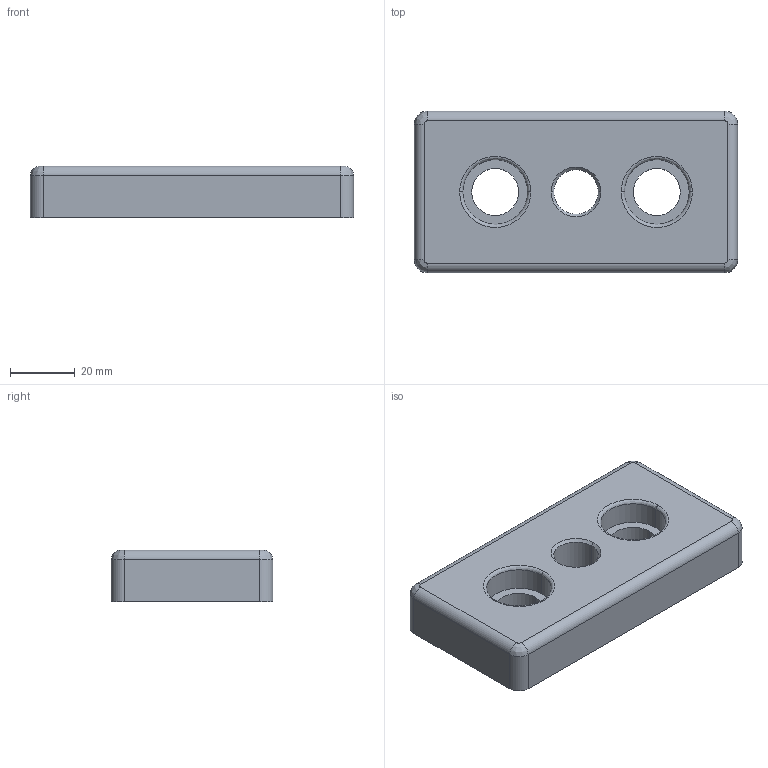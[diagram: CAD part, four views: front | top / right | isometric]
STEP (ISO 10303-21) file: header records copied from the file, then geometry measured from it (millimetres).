
FILE_DESCRIPTION (( 'STEP AP214' ), '1' );
FILE_NAME ('093t501001612r.STEP', '2014-09-08T08:42:44', ( '' ), ( '' ), 'SwSTEP 2.0', 'SolidWorks 2014', '' );
FILE_SCHEMA (( 'AUTOMOTIVE_DESIGN' ));
Length unit declared in the file: inch
Products named in the file (1): 093t501001612r
Bounding box: 100 x 50 x 16 mm (x, y, z)
Volume: 46705.5 mm3; surface area: 21739.3 mm2
Topology: 1 solids, 1 shells, 168 faces, 399 edges, 225 vertices
Faces by surface type: cylinder 79, bspline 55, plane 32, cone 2
Entity records: 7902 total; most frequent: CARTESIAN_POINT 1993, DIRECTION 809, ORIENTED_EDGE 766, EDGE_CURVE 383, AXIS2_PLACEMENT_3D 331, VERTEX_POINT 225, CIRCLE 217, EDGE_LOOP 182
